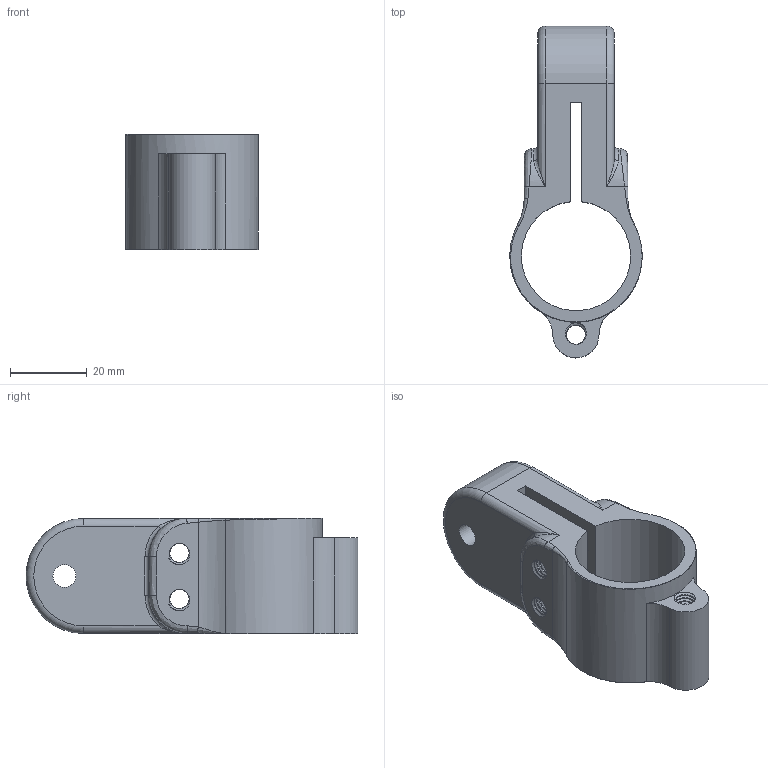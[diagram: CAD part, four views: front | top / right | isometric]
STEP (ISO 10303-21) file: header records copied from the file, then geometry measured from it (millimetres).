
FILE_DESCRIPTION(/* description */ (''),/* implementation_level */ '2;1');
FILE_NAME(/* name */ 'potence articulée v8.step',/* time_stamp */ '2020-09-23T14:43:19+02:00',/* author */ (''),/* organization */ (''),/* preprocessor_version */ 'ST-DEVELOPER v18.1',/* originating_system */ 'Autodesk Translation Framework v9.3.0.1241',/* authorisation */ '');
FILE_SCHEMA (('AUTOMOTIVE_DESIGN { 1 0 10303 214 3 1 1 }'));
Length unit declared in the file: millimetre
Products named in the file (2): potence articulée; potence
Assembly tree (1 placements, depth 2):
  potence articulée
    potence
Bounding box: 34.5 x 86.53 x 30 mm (x, y, z)
Volume: 33338.4 mm3; surface area: 14462.6 mm2
Topology: 1 solids, 1 shells, 166 faces, 462 edges, 294 vertices
Faces by surface type: cylinder 114, bspline 29, plane 16, torus 6, cone 1
Full cylindrical faces by diameter (mm): 5.035 x21, 6 x4, 6.147 x10, 10 x2
Entity records: 12194 total; most frequent: CARTESIAN_POINT 8447, ORIENTED_EDGE 914, DIRECTION 533, EDGE_CURVE 457, VERTEX_POINT 294, B_SPLINE_CURVE_WITH_KNOTS 268, AXIS2_PLACEMENT_3D 203, EDGE_LOOP 181
